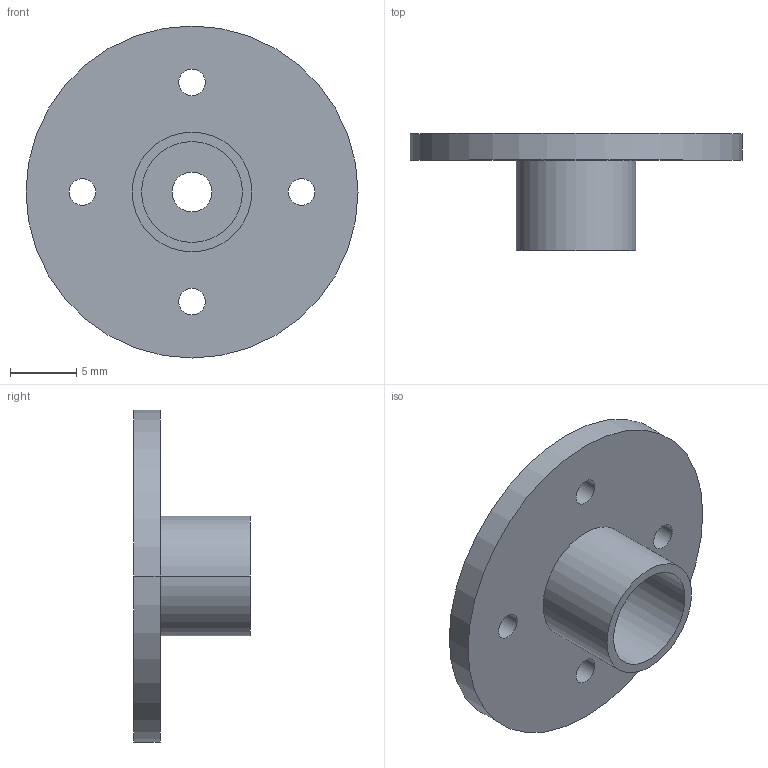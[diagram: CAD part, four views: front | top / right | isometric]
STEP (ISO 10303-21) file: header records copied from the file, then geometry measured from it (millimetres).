
FILE_DESCRIPTION((''),'2;1');
FILE_NAME('DISK_SERVO','2023-07-07T00:15:56',('Lenovo'),(''),'CREO PARAMETRIC BY PTC INC, 2022073','CREO PARAMETRIC BY PTC INC, 2022073','');
FILE_SCHEMA(('CONFIG_CONTROL_DESIGN'));
Length unit declared in the file: millimetre
Products named in the file (1): DISK_SERVO
Bounding box: 25 x 8.8 x 25 mm (x, y, z)
Volume: 1066.6 mm3; surface area: 1523.3 mm2
Topology: 1 solids, 1 shells, 20 faces, 48 edges, 32 vertices
Faces by surface type: cylinder 16, plane 4
Entity records: 662 total; most frequent: DIRECTION 120, CARTESIAN_POINT 100, ORIENTED_EDGE 96, AXIS2_PLACEMENT_3D 52, EDGE_CURVE 48, VERTEX_POINT 32, EDGE_LOOP 32, CIRCLE 32
